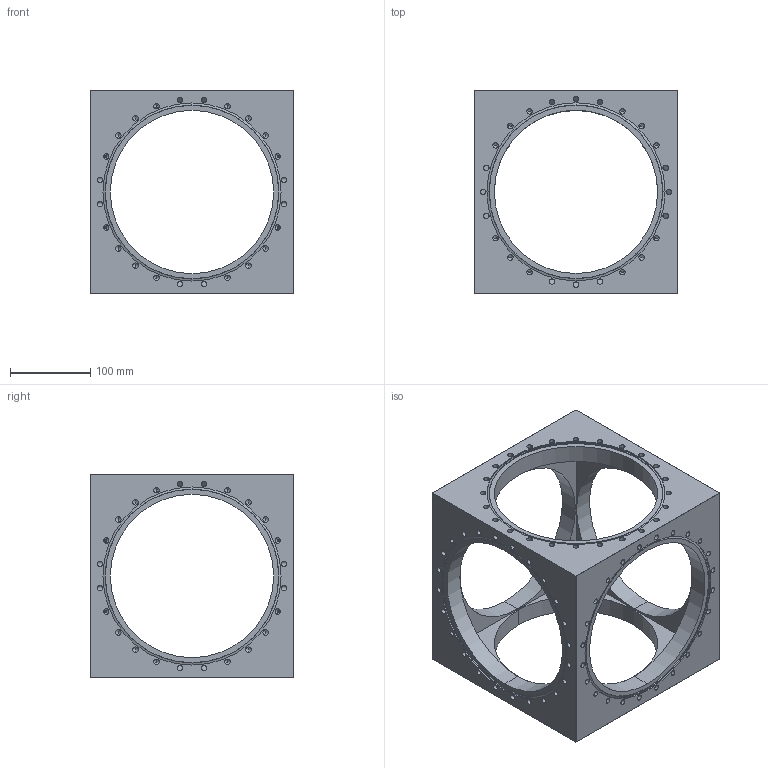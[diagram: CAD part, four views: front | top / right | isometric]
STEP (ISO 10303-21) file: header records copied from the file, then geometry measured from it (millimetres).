
FILE_DESCRIPTION (( 'STEP AP214' ), '1' );
FILE_NAME ('Hositrad_CU200-Cube.STEP', '2011-08-09T07:28:38', ( '' ), ( '' ), 'SwSTEP 2.0', 'SolidWorks 2011', '' );
FILE_SCHEMA (( 'AUTOMOTIVE_DESIGN' ));
Length unit declared in the file: millimetre
Products named in the file (3): Plate-Hole-OffCL; Hositrad_CU200-Cube; Plate-HoleCL
Assembly tree (6 placements, depth 2):
  Hositrad_CU200-Cube
    Plate-HoleCL  x2
    Plate-Hole-OffCL  x4
Bounding box: 254 x 254 x 254 mm (x, y, z)
Volume: 2818445.9 mm3; surface area: 576418.4 mm2
Topology: 6 solids, 6 shells, 598 faces, 1624 edges, 924 vertices
Faces by surface type: cylinder 312, cone 220, plane 66
Entity records: 6316 total; most frequent: CARTESIAN_POINT 1441, DIRECTION 1012, ORIENTED_EDGE 960, EDGE_CURVE 480, AXIS2_PLACEMENT_3D 401, VERTEX_POINT 306, EDGE_LOOP 282, LINE 210
